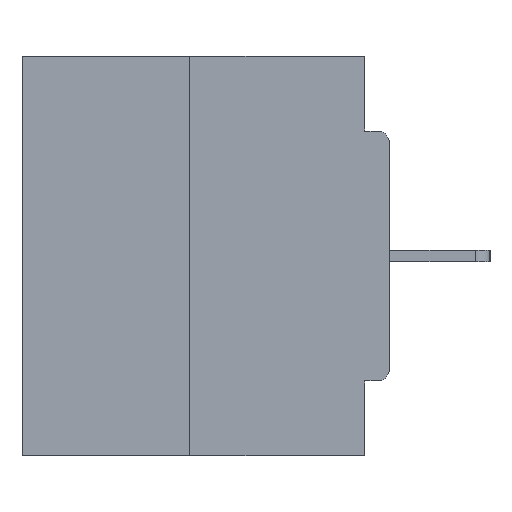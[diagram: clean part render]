
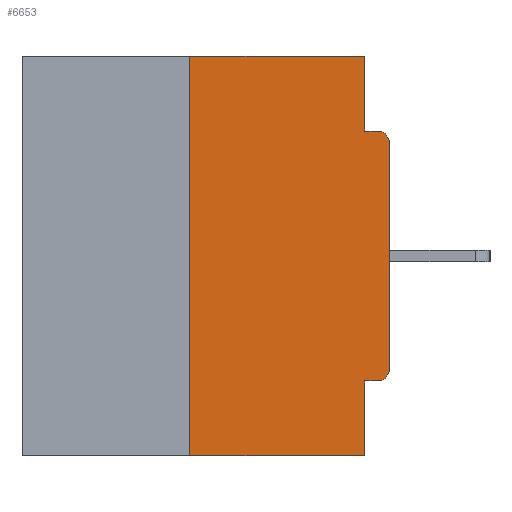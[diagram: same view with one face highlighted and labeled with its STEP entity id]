
A CAD part, left-side view. The second image highlights one B-rep face of the part: STEP entity #6653.
In plain terms, the highlighted planar face has unit normal (-1, 0, 0).
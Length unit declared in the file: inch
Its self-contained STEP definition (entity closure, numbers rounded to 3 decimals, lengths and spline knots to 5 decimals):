
#20 = CARTESIAN_POINT ( 'NONE',  ( 0., 0.25, 0. ) ) ;
#39 = VERTEX_POINT ( 'NONE', #5405 ) ;
#453 = CARTESIAN_POINT ( 'NONE',  ( 0., 0.031, -0.4065 ) ) ;
#1374 = VECTOR ( 'NONE', #12666, 39.37008 ) ;
#1976 = CARTESIAN_POINT ( 'NONE',  ( 0., 0.46, 0. ) ) ;
#3049 = CIRCLE ( 'NONE', #7638, 0.015 ) ;
#4001 = VERTEX_POINT ( 'NONE', #20 ) ;
#4312 = EDGE_CURVE ( 'NONE', #4001, #28687, #7715, .T. ) ;
#4420 = CARTESIAN_POINT ( 'NONE',  ( 0., 0.25, 0. ) ) ;
#4812 = EDGE_CURVE ( 'NONE', #17951, #30801, #3049, .T. ) ;
#5405 = CARTESIAN_POINT ( 'NONE',  ( 0., 0.031, -0.5 ) ) ;
#5562 = ORIENTED_EDGE ( 'NONE', *, *, #29286, .F. ) ;
#5656 = CARTESIAN_POINT ( 'NONE',  ( 0., 0.015, -0.0935 ) ) ;
#6653 = ADVANCED_FACE ( 'NONE', ( #8533 ), #24332, .F. ) ;
#6690 = CARTESIAN_POINT ( 'NONE',  ( 0., 0.031, 0. ) ) ;
#7325 = VERTEX_POINT ( 'NONE', #10485 ) ;
#7618 = LINE ( 'NONE', #13375, #22424 ) ;
#7638 = AXIS2_PLACEMENT_3D ( 'NONE', #32790, #7846, #10720 ) ;
#7715 = LINE ( 'NONE', #1976, #15940 ) ;
#7846 = DIRECTION ( 'NONE',  ( -1., 0., 0. ) ) ;
#8412 = CARTESIAN_POINT ( 'NONE',  ( 0., 0., 0. ) ) ;
#8533 = FACE_OUTER_BOUND ( 'NONE', #18809, .T. ) ;
#8555 = CARTESIAN_POINT ( 'NONE',  ( 0., 0.015, -0.4065 ) ) ;
#9260 = CARTESIAN_POINT ( 'NONE',  ( 0., 0.031, -0.0935 ) ) ;
#9716 = CIRCLE ( 'NONE', #33757, 0.015 ) ;
#10141 = DIRECTION ( 'NONE',  ( -1., 0., 0. ) ) ;
#10485 = CARTESIAN_POINT ( 'NONE',  ( 0., 0., -0.3915 ) ) ;
#10720 = DIRECTION ( 'NONE',  ( 0., 0., -1. ) ) ;
#11090 = ORIENTED_EDGE ( 'NONE', *, *, #26538, .F. ) ;
#11214 = AXIS2_PLACEMENT_3D ( 'NONE', #19135, #16439, #13757 ) ;
#11355 = CARTESIAN_POINT ( 'NONE',  ( 0., 0.25, -0.5 ) ) ;
#12666 = DIRECTION ( 'NONE',  ( 0., 0., -1. ) ) ;
#12811 = EDGE_CURVE ( 'NONE', #7325, #17951, #19194, .T. ) ;
#13259 = ORIENTED_EDGE ( 'NONE', *, *, #22605, .F. ) ;
#13375 = CARTESIAN_POINT ( 'NONE',  ( 0., 0.46, -0.5 ) ) ;
#13757 = DIRECTION ( 'NONE',  ( 0., 0., -1. ) ) ;
#13826 = CARTESIAN_POINT ( 'NONE',  ( 0., 0.031, 0. ) ) ;
#14783 = ORIENTED_EDGE ( 'NONE', *, *, #4812, .T. ) ;
#15940 = VECTOR ( 'NONE', #24064, 39.37008 ) ;
#16019 = EDGE_CURVE ( 'NONE', #29486, #39, #7618, .T. ) ;
#16060 = VECTOR ( 'NONE', #16655, 39.37008 ) ;
#16097 = DIRECTION ( 'NONE',  ( 0., 0., 1. ) ) ;
#16115 = ORIENTED_EDGE ( 'NONE', *, *, #35422, .F. ) ;
#16439 = DIRECTION ( 'NONE',  ( 1., 0., 0. ) ) ;
#16655 = DIRECTION ( 'NONE',  ( 0., -1., 0. ) ) ;
#17090 = VECTOR ( 'NONE', #24037, 39.37008 ) ;
#17343 = VECTOR ( 'NONE', #17670, 39.37008 ) ;
#17670 = DIRECTION ( 'NONE',  ( 0., 0., -1. ) ) ;
#17951 = VERTEX_POINT ( 'NONE', #34140 ) ;
#18809 = EDGE_LOOP ( 'NONE', ( #33023, #16115, #35287, #35229, #13259, #30233, #30329, #14783, #11090, #5562 ) ) ;
#19135 = CARTESIAN_POINT ( 'NONE',  ( 0., 0.46, 0. ) ) ;
#19194 = LINE ( 'NONE', #8412, #20540 ) ;
#20540 = VECTOR ( 'NONE', #30823, 39.37008 ) ;
#20576 = CARTESIAN_POINT ( 'NONE',  ( 0., 0.015, -0.3915 ) ) ;
#22424 = VECTOR ( 'NONE', #24679, 39.37008 ) ;
#22605 = EDGE_CURVE ( 'NONE', #33741, #25287, #34476, .T. ) ;
#23955 = CARTESIAN_POINT ( 'NONE',  ( 0., 0.031, -0.5 ) ) ;
#24037 = DIRECTION ( 'NONE',  ( 0., 1., 0. ) ) ;
#24064 = DIRECTION ( 'NONE',  ( 0., -1., 0. ) ) ;
#24332 = PLANE ( 'NONE',  #11214 ) ;
#24679 = DIRECTION ( 'NONE',  ( 0., -1., 0. ) ) ;
#25064 = CARTESIAN_POINT ( 'NONE',  ( 0., 0., -0.0935 ) ) ;
#25287 = VERTEX_POINT ( 'NONE', #453 ) ;
#25422 = VERTEX_POINT ( 'NONE', #9260 ) ;
#25461 = EDGE_CURVE ( 'NONE', #33741, #7325, #9716, .T. ) ;
#26538 = EDGE_CURVE ( 'NONE', #25422, #30801, #30441, .T. ) ;
#26790 = VECTOR ( 'NONE', #16097, 39.37008 ) ;
#28687 = VERTEX_POINT ( 'NONE', #13826 ) ;
#28844 = LINE ( 'NONE', #4420, #26790 ) ;
#28989 = DIRECTION ( 'NONE',  ( 0., 0., -1. ) ) ;
#29286 = EDGE_CURVE ( 'NONE', #28687, #25422, #31998, .T. ) ;
#29486 = VERTEX_POINT ( 'NONE', #11355 ) ;
#30233 = ORIENTED_EDGE ( 'NONE', *, *, #25461, .T. ) ;
#30329 = ORIENTED_EDGE ( 'NONE', *, *, #12811, .T. ) ;
#30441 = LINE ( 'NONE', #25064, #16060 ) ;
#30801 = VERTEX_POINT ( 'NONE', #5656 ) ;
#30823 = DIRECTION ( 'NONE',  ( 0., 0., 1. ) ) ;
#31998 = LINE ( 'NONE', #6690, #17343 ) ;
#32723 = EDGE_CURVE ( 'NONE', #25287, #39, #35089, .T. ) ;
#32790 = CARTESIAN_POINT ( 'NONE',  ( 0., 0.015, -0.1085 ) ) ;
#33023 = ORIENTED_EDGE ( 'NONE', *, *, #4312, .F. ) ;
#33741 = VERTEX_POINT ( 'NONE', #8555 ) ;
#33757 = AXIS2_PLACEMENT_3D ( 'NONE', #20576, #10141, #28989 ) ;
#34140 = CARTESIAN_POINT ( 'NONE',  ( 0., 0., -0.1085 ) ) ;
#34476 = LINE ( 'NONE', #34816, #17090 ) ;
#34816 = CARTESIAN_POINT ( 'NONE',  ( 0., 0., -0.4065 ) ) ;
#35089 = LINE ( 'NONE', #23955, #1374 ) ;
#35229 = ORIENTED_EDGE ( 'NONE', *, *, #32723, .F. ) ;
#35287 = ORIENTED_EDGE ( 'NONE', *, *, #16019, .T. ) ;
#35422 = EDGE_CURVE ( 'NONE', #29486, #4001, #28844, .T. ) ;
